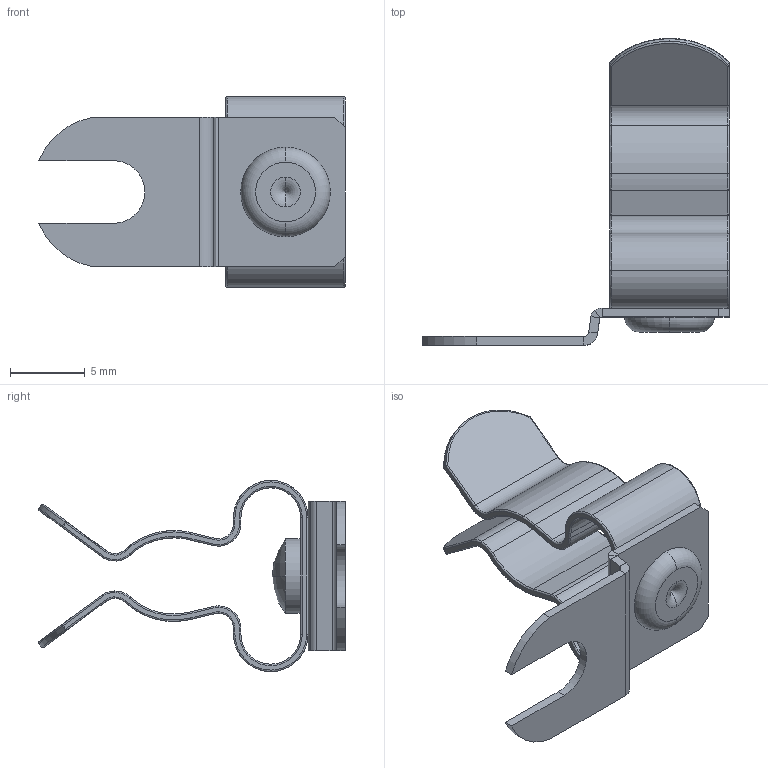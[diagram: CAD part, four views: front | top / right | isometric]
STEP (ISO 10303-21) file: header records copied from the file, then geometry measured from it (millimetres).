
FILE_DESCRIPTION (( 'STEP AP214' ), '1' );
FILE_NAME ('1022-503.STEP', '2024-03-15T09:00:48', ( '' ), ( '' ), 'SwSTEP 2.0', 'SolidWorks 2022', '' );
FILE_SCHEMA (( 'AUTOMOTIVE_DESIGN' ));
Length unit declared in the file: millimetre
Products named in the file (4): 1010-003. (2); 3x1,5_1mm Blechstärke; 1022-503; 1022-062.Kunde
Assembly tree (3 placements, depth 2):
  1022-503
    1022-062.Kunde
    3x1,5_1mm Blechstärke
    1010-003. (2)
Bounding box: 20.52 x 20.56 x 12.8 mm (x, y, z)
Volume: 372.9 mm3; surface area: 1399.2 mm2
Topology: 3 solids, 3 shells, 194 faces, 441 edges, 254 vertices
Faces by surface type: cylinder 78, bspline 64, plane 46, torus 4, sphere 2
Entity records: 6519 total; most frequent: CARTESIAN_POINT 2277, ORIENTED_EDGE 878, DIRECTION 867, EDGE_CURVE 439, AXIS2_PLACEMENT_3D 346, VERTEX_POINT 254, CIRCLE 210, EDGE_LOOP 201
